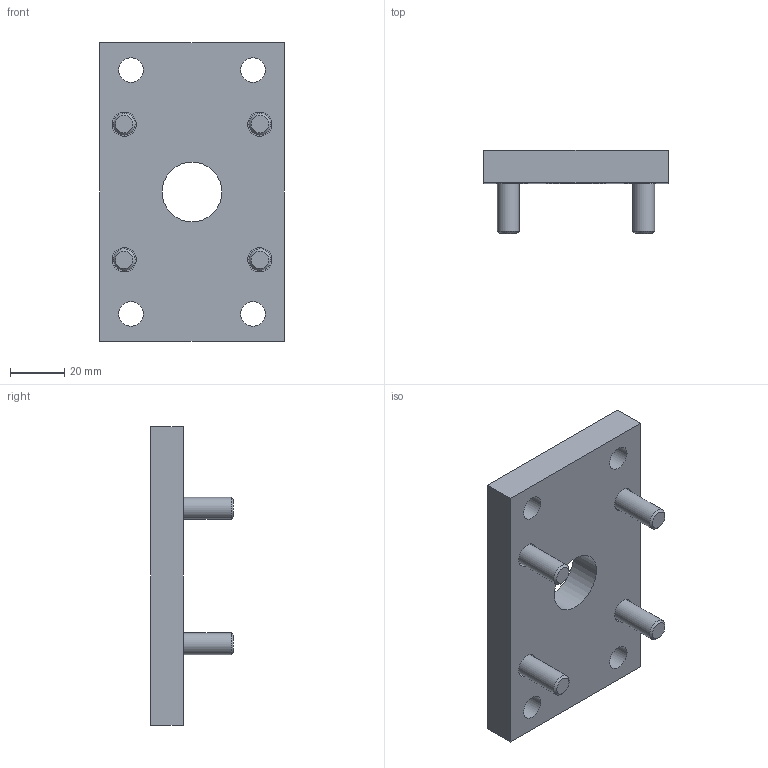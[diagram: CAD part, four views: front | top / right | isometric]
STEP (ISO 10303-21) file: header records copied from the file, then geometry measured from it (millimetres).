
FILE_DESCRIPTION(/* description */ ('STEP AP214'),/* implementation_level */ '2;1');
FILE_NAME(/* name */ '157304_FUA-50',/* time_stamp */ '2024-08-28T19:20:07+02:00',/* author */ ('License CC BY-ND 4.0'),/* organization */ ('CADENAS'),/* preprocessor_version */ 'ST-DEVELOPER v19.3',/* originating_system */ 'PARTsolutions',/* authorisation */ ' ');
FILE_SCHEMA (('AUTOMOTIVE_DESIGN {1 0 10303 214 3 1 1}'));
Length unit declared in the file: millimetre
Products named in the file (3): 157304 FUA-50; 157304 FUA-50---(F); DIN-6912 - M8x25(F)
Assembly tree (5 placements, depth 2):
  157304 FUA-50
    157304 FUA-50---(F)
    DIN-6912 - M8x25(F)  x4
Bounding box: 68 x 30.5 x 110 mm (x, y, z)
Volume: 83595.1 mm3; surface area: 26048.9 mm2
Topology: 5 solids, 5 shells, 139 faces, 275 edges, 154 vertices
Faces by surface type: plane 70, cone 36, cylinder 25, torus 8
Full cylindrical faces by diameter (mm): 4 x4, 8 x4, 9 x8, 13 x4, 15 x4, 22 x1
Entity records: 1386 total; most frequent: DIRECTION 240, CARTESIAN_POINT 231, ORIENTED_EDGE 166, AXIS2_PLACEMENT_3D 105, FACE_BOUND 97, EDGE_LOOP 96, EDGE_CURVE 83, VERTEX_POINT 62
